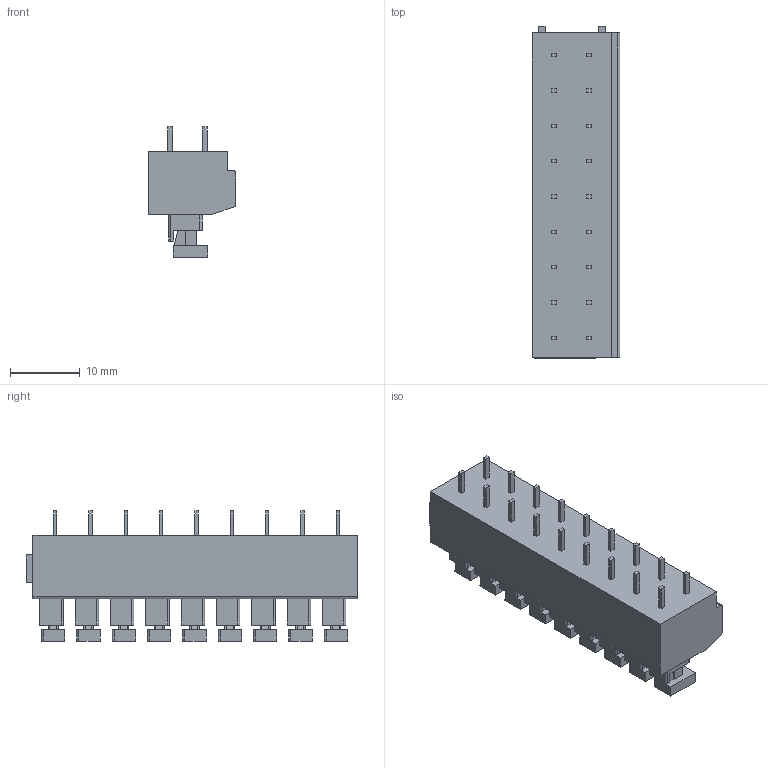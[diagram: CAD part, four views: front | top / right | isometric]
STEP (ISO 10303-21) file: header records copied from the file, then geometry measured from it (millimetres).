
FILE_DESCRIPTION((''),'2;1');
FILE_NAME('TLM-301R','2024-10-09T10:50:13',('tluser'),(''),'CREO PARAMETRIC BY PTC INC, 2018100','CREO PARAMETRIC BY PTC INC, 2018100','');
FILE_SCHEMA(('CONFIG_CONTROL_DESIGN'));
Length unit declared in the file: millimetre
Products named in the file (1): TLM-301R
Bounding box: 12.6 x 47.72 x 18.7 mm (x, y, z)
Volume: 5501.8 mm3; surface area: 3767.5 mm2
Topology: 1 solids, 1 shells, 454 faces, 1152 edges, 756 vertices
Faces by surface type: plane 379, cylinder 57, cone 18
Entity records: 13660 total; most frequent: CARTESIAN_POINT 2632, ORIENTED_EDGE 2304, DIRECTION 2138, EDGE_CURVE 1152, VECTOR 966, LINE 966, VERTEX_POINT 756, AXIS2_PLACEMENT_3D 586
